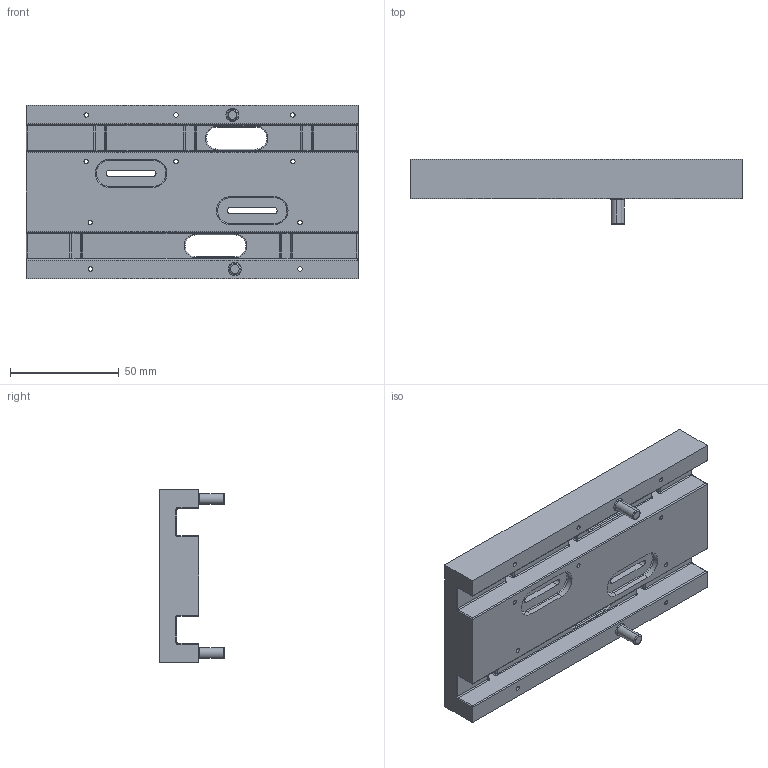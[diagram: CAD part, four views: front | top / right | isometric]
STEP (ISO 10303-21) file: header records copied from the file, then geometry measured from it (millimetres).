
FILE_DESCRIPTION (( 'STEP AP214' ), '1' );
FILE_NAME ('motor_support_accidentals.STEP', '2025-03-04T10:12:40', ( '' ), ( '' ), 'SwSTEP 2.0', 'SolidWorks 2024', '' );
FILE_SCHEMA (( 'AUTOMOTIVE_DESIGN' ));
Length unit declared in the file: millimetre
Products named in the file (1): motor_support_accidentals
Bounding box: 153 x 30 x 80 mm (x, y, z)
Volume: 171631.9 mm3; surface area: 42452.2 mm2
Topology: 1 solids, 1 shells, 238 faces, 568 edges, 316 vertices
Faces by surface type: cylinder 124, plane 50, torus 44, sphere 20
Entity records: 6751 total; most frequent: DIRECTION 1302, CARTESIAN_POINT 1127, ORIENTED_EDGE 1096, EDGE_CURVE 548, AXIS2_PLACEMENT_3D 523, VERTEX_POINT 316, CIRCLE 284, EDGE_LOOP 270
